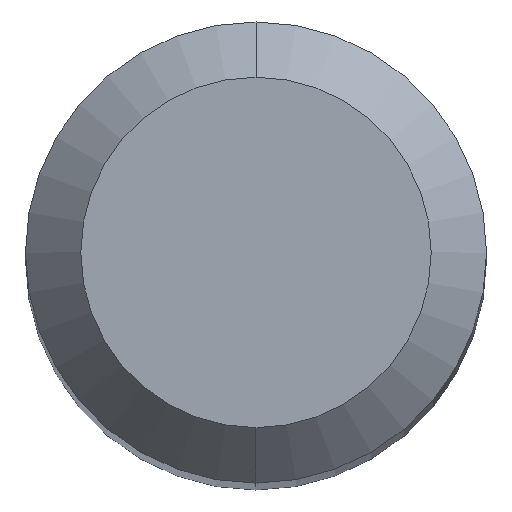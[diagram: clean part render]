
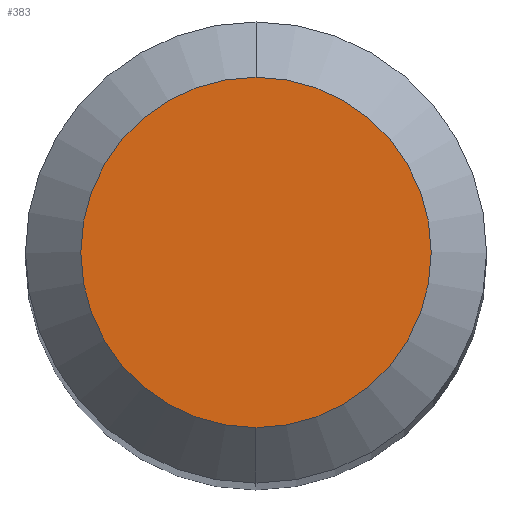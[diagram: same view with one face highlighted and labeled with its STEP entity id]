
A CAD part, top view. The second image highlights one B-rep face of the part: STEP entity #383.
In plain terms, the highlighted planar face has unit normal (0, 0, 1).
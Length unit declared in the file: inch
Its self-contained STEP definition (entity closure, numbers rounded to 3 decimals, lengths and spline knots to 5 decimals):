
#77 = CARTESIAN_POINT ( 'NONE',  ( 0., 0.0475, 0. ) ) ;
#98 = AXIS2_PLACEMENT_3D ( 'NONE', #201, #556, #298 ) ;
#122 = ORIENTED_EDGE ( 'NONE', *, *, #468, .T. ) ;
#146 = FACE_OUTER_BOUND ( 'NONE', #508, .T. ) ;
#191 = CIRCLE ( 'NONE', #98, 0.0475 ) ;
#201 = CARTESIAN_POINT ( 'NONE',  ( 0., 0., 0. ) ) ;
#225 = VERTEX_POINT ( 'NONE', #318 ) ;
#241 = CARTESIAN_POINT ( 'NONE',  ( 0., 0.0475, 0. ) ) ;
#247 = PLANE ( 'NONE',  #546 ) ;
#298 = DIRECTION ( 'NONE',  ( 0., -1., 0. ) ) ;
#314 = AXIS2_PLACEMENT_3D ( 'NONE', #384, #560, #509 ) ;
#318 = CARTESIAN_POINT ( 'NONE',  ( 0., -0.0475, 0. ) ) ;
#357 = CIRCLE ( 'NONE', #314, 0.0475 ) ;
#383 = ADVANCED_FACE ( 'NONE', ( #146 ), #247, .F. ) ;
#384 = CARTESIAN_POINT ( 'NONE',  ( 0., 0., 0. ) ) ;
#398 = ORIENTED_EDGE ( 'NONE', *, *, #494, .T. ) ;
#468 = EDGE_CURVE ( 'NONE', #518, #225, #357, .T. ) ;
#494 = EDGE_CURVE ( 'NONE', #225, #518, #191, .T. ) ;
#496 = DIRECTION ( 'NONE',  ( 0., 0., -1. ) ) ;
#508 = EDGE_LOOP ( 'NONE', ( #122, #398 ) ) ;
#509 = DIRECTION ( 'NONE',  ( 0., -1., 0. ) ) ;
#518 = VERTEX_POINT ( 'NONE', #77 ) ;
#542 = DIRECTION ( 'NONE',  ( 0., 1., 0. ) ) ;
#546 = AXIS2_PLACEMENT_3D ( 'NONE', #241, #496, #542 ) ;
#556 = DIRECTION ( 'NONE',  ( 0., 0., 1. ) ) ;
#560 = DIRECTION ( 'NONE',  ( 0., 0., 1. ) ) ;
